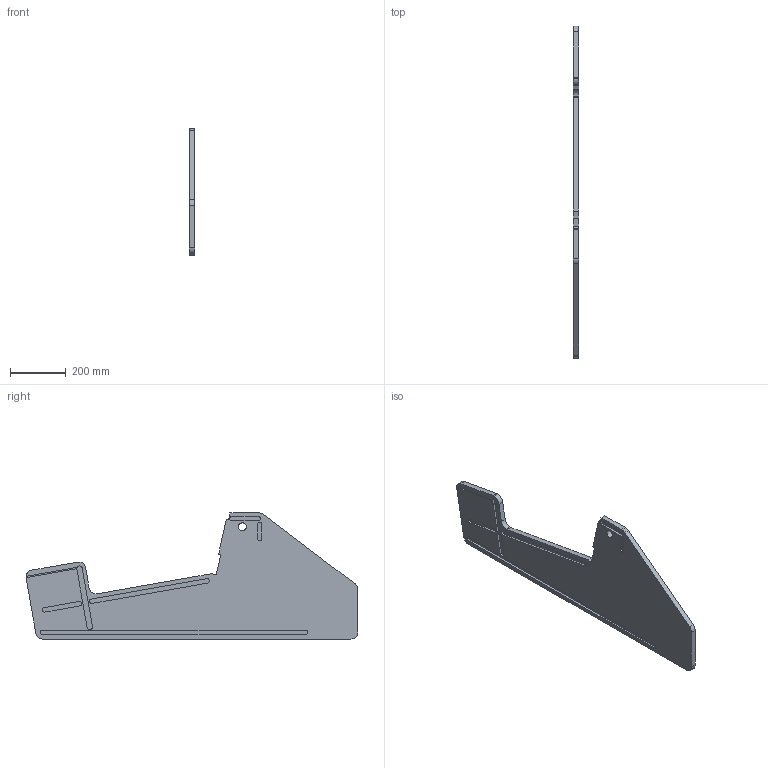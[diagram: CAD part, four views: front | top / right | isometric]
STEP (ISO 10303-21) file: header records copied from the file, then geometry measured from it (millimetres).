
FILE_DESCRIPTION (( 'STEP AP214' ), '1' );
FILE_NAME ('Sides - Right.STEP', '2020-02-13T22:49:23', ( '' ), ( '' ), 'SwSTEP 2.0', 'SolidWorks 2019', '' );
FILE_SCHEMA (( 'AUTOMOTIVE_DESIGN' ));
Length unit declared in the file: inch
Products named in the file (1): Sides - Right
Bounding box: 19.05 x 1186.92 x 450.85 mm (x, y, z)
Volume: 5865134.2 mm3; surface area: 738491.2 mm2
Topology: 1 solids, 1 shells, 66 faces, 177 edges, 118 vertices
Faces by surface type: plane 36, cylinder 30
Entity records: 2127 total; most frequent: DIRECTION 373, CARTESIAN_POINT 362, ORIENTED_EDGE 354, EDGE_CURVE 177, AXIS2_PLACEMENT_3D 129, VERTEX_POINT 118, VECTOR 115, LINE 115
